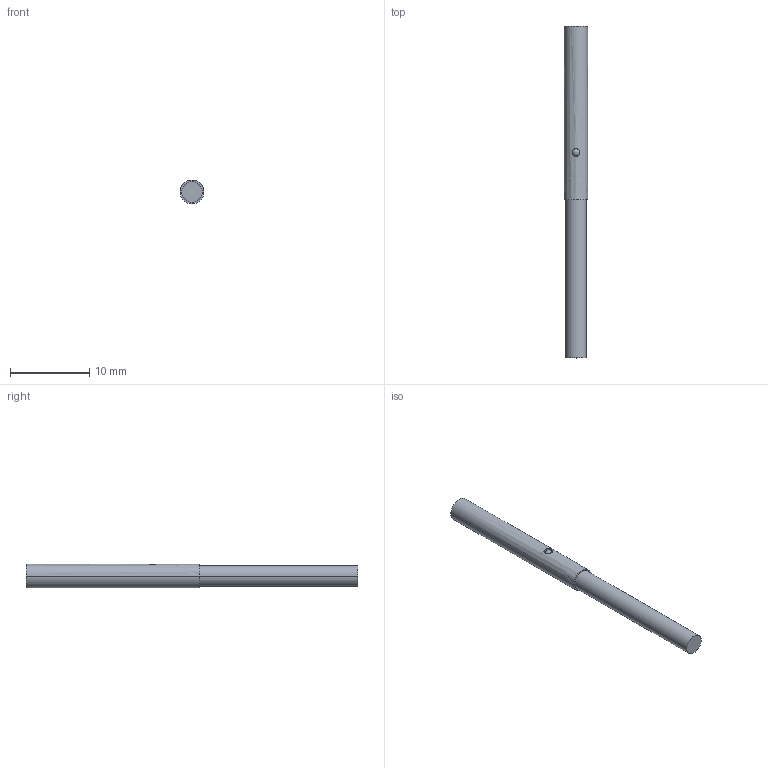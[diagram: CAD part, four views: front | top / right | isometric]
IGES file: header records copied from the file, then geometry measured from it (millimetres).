
Start section:  PTC IGES file: dw-ad-623-03.igs
Global section: file name: dw-ad-623-03.igs; native system:  by Parametric Technology Corporation; preprocessor: 2010230; organization: Unknown; date: 20110216.091747; units: millimetre
Bounding box: 3 x 42 x 3 mm (x, y, z)
Volume: 261.6 mm3; surface area: 387.1 mm2
Topology: 1 solids, 1 shells, 10 faces, 20 edges, 12 vertices
Faces by surface type: revolution 7, bspline 3
